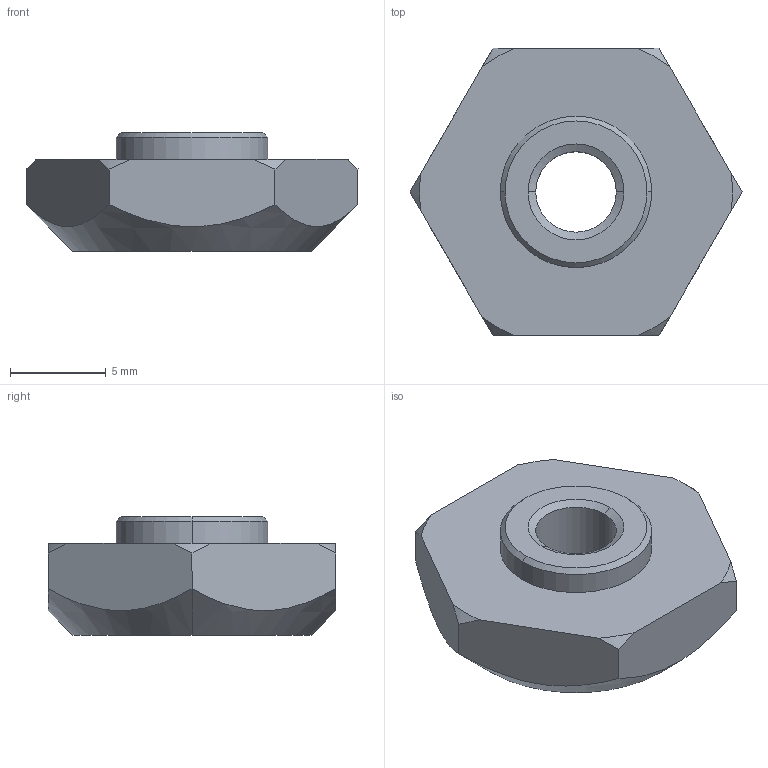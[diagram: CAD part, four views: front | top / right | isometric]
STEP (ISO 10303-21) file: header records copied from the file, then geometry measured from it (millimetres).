
FILE_DESCRIPTION(('Creo Elements/Direct Modeling STEP Export'),'2;1');
FILE_NAME('33.0055_Nutenstein-MMS-33_M5.stp','2022-03-18T13:57:20',(''),(''),'PTC Creo Elements/Direct Modeling STEP processor for AP214 (Solid Model)','PTC Creo Elements/Direct Modeling 19.0C 15-Aug-2015 (C) Parametric Technology GmbH','');
FILE_SCHEMA(('AUTOMOTIVE_DESIGN { 1 0 10303 214 1 1 1 1 }'));
Length unit declared in the file: millimetre
Products named in the file (2): Nutenstein-MMS-33_M5_33.0055_PX176002
Assembly tree (1 placements, depth 2):
  Nutenstein-MMS-33_M5_33.0055_PX176002
    Nutenstein-MMS-33_M5_33.0055_PX176002
Bounding box: 17.32 x 15 x 6.2 mm (x, y, z)
Volume: 849.5 mm3; surface area: 661 mm2
Topology: 1 solids, 1 shells, 27 faces, 64 edges, 40 vertices
Faces by surface type: cone 14, plane 9, cylinder 4
Entity records: 1332 total; most frequent: CARTESIAN_POINT 710, ORIENTED_EDGE 128, DIRECTION 92, EDGE_CURVE 64, VERTEX_POINT 40, AXIS2_PLACEMENT_3D 34, EDGE_LOOP 30, FACE_OUTER_BOUND 27
